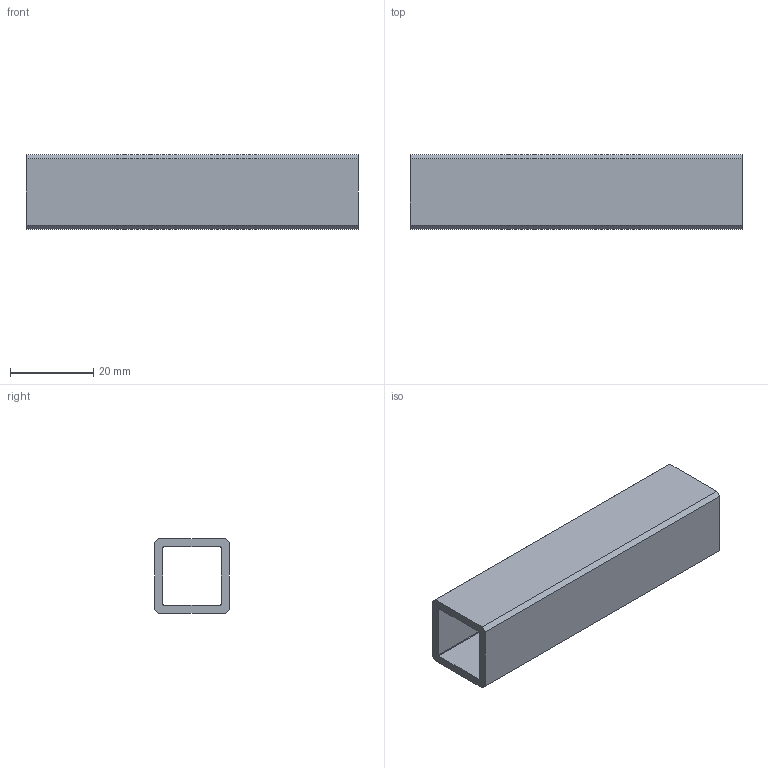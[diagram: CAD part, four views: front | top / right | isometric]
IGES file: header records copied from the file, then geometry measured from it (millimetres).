
Start section: VISI Liste des couches Iges    VISI  0      LAYER0  1      LAYER1  2      WARNINGS
Global section: file name: tube.igs; native system: VISI 16.0; preprocessor: 2.0; author: Michel; organization: Unknown; date: 20190331.143539; units: millimetre
Bounding box: 80 x 18 x 18 mm (x, y, z)
Surface area: 10277.1 mm2 (no closed solid volume)
Topology: 0 solids, 0 shells, 18 faces, 104 edges, 104 vertices
Faces by surface type: bspline 18
